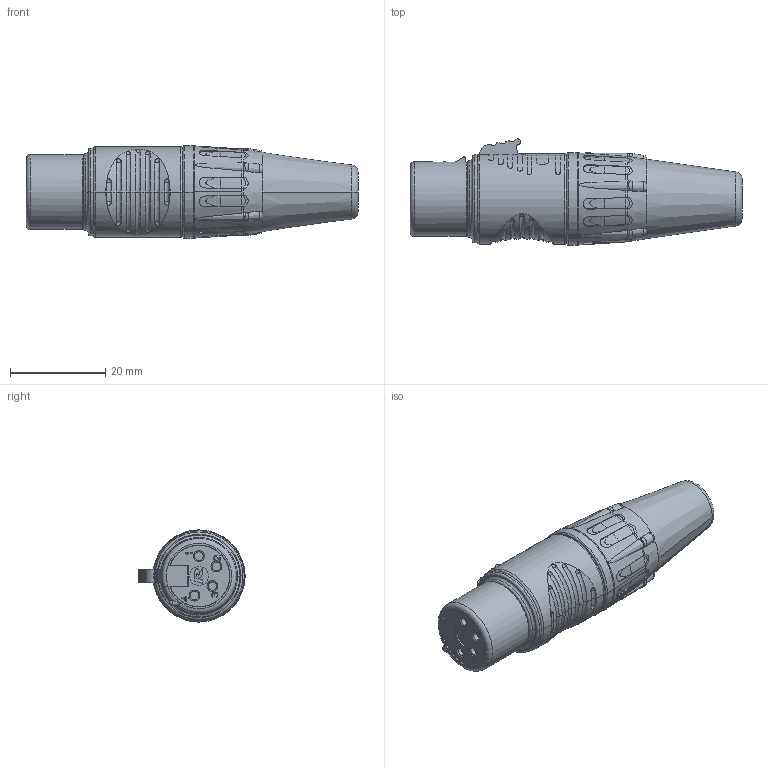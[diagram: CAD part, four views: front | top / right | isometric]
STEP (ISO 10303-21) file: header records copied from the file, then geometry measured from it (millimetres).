
FILE_DESCRIPTION((''),'2;1');
FILE_NAME('RC4F','2024-10-11T12:56:17',('yuj'),(''),'CREO PARAMETRIC BY PTC INC, 2021184','CREO PARAMETRIC BY PTC INC, 2021184','');
FILE_SCHEMA(('AUTOMOTIVE_DESIGN { 1 0 10303 214 1 1 1 1 }'));
Length unit declared in the file: millimetre
Products named in the file (1): RC4F
Bounding box: 69.8 x 22.33 x 19.4 mm (x, y, z)
Volume: 15553.1 mm3; surface area: 5436.4 mm2
Topology: 1 solids, 2 shells, 517 faces, 1515 edges, 1039 vertices
Faces by surface type: plane 264, cylinder 86, torus 73, bspline 59, cone 29, extrusion 4, sphere 2
Entity records: 27327 total; most frequent: CARTESIAN_POINT 9452, ORIENTED_EDGE 2846, DIRECTION 2437, PRESENTATION_STYLE_ASSIGNMENT 1533, STYLED_ITEM 1533, CURVE_STYLE 1531, EDGE_CURVE 1426, VERTEX_POINT 933
